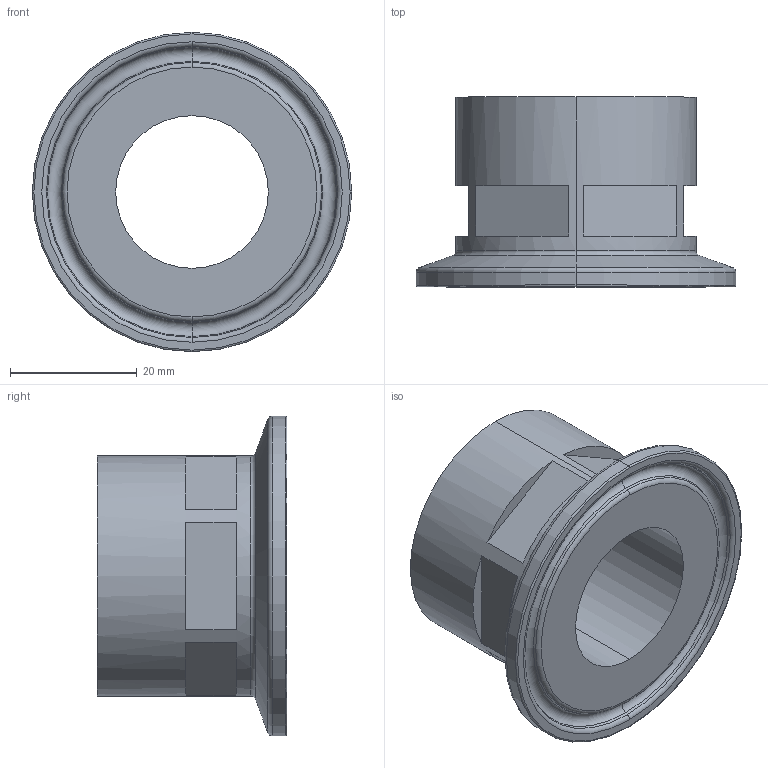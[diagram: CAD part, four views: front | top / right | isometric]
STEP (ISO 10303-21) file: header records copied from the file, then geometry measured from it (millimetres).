
FILE_DESCRIPTION (( 'STEP AP203' ), '1' );
FILE_NAME ('105.0750.050.STEP', '2022-06-02T11:50:03', ( '' ), ( '' ), 'SwSTEP 2.0', 'SolidWorks 2021', '' );
FILE_SCHEMA (( 'CONFIG_CONTROL_DESIGN' ));
Length unit declared in the file: millimetre
Products named in the file (1): 105.0750.050
Bounding box: 50.5 x 30 x 50.5 mm (x, y, z)
Volume: 22155.7 mm3; surface area: 9235.7 mm2
Topology: 1 solids, 1 shells, 45 faces, 90 edges, 54 vertices
Faces by surface type: plane 21, torus 12, cone 6, cylinder 6
Entity records: 1255 total; most frequent: DIRECTION 236, CARTESIAN_POINT 190, ORIENTED_EDGE 180, AXIS2_PLACEMENT_3D 100, EDGE_CURVE 90, VERTEX_POINT 54, EDGE_LOOP 54, CIRCLE 54
